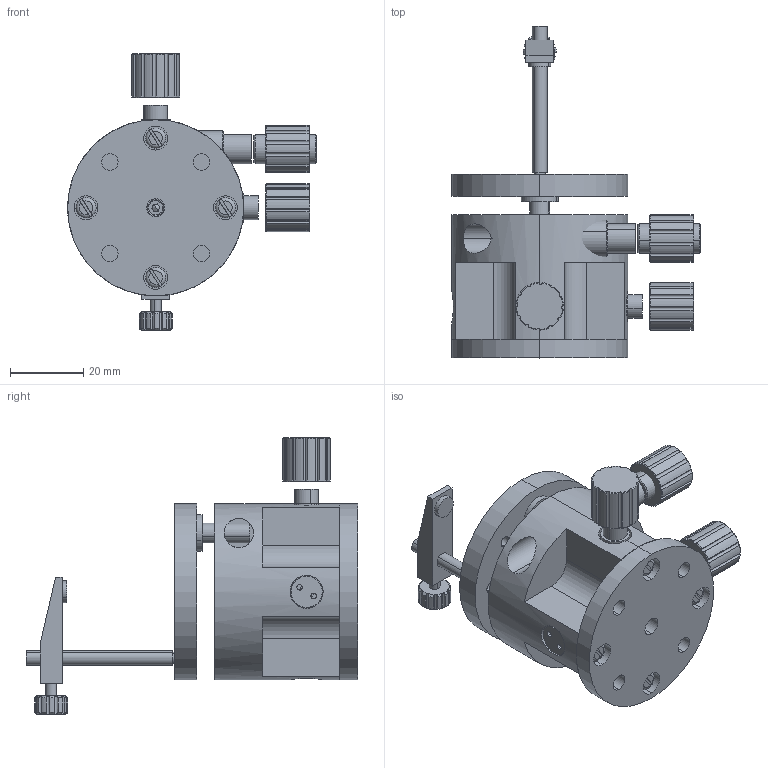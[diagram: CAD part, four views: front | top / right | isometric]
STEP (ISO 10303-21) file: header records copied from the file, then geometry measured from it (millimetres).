
FILE_DESCRIPTION (( 'STEP AP214' ), '1' );
FILE_NAME ('GCM-1121M-三维外形图-20161206.STEP', '2016-12-08T07:11:10', ( 'd' ), ( '' ), 'SwSTEP 2.0', 'SolidWorks 2012', '' );
FILE_SCHEMA (( 'AUTOMOTIVE_DESIGN' ));
Length unit declared in the file: millimetre
Products named in the file (1): GCM-1121M-三维外形图-20161206
Bounding box: 67.78 x 90.5 x 75.4 mm (x, y, z)
Surface area: 28744.3 mm2 (no closed solid volume)
Topology: 0 solids, 25 shells, 445 faces, 1263 edges, 836 vertices
Faces by surface type: cylinder 226, cone 123, plane 84, torus 12
Entity records: 21037 total; most frequent: CARTESIAN_POINT 4475, DIRECTION 2539, ORIENTED_EDGE 2334, EDGE_CURVE 1259, AXIS2_PLACEMENT_3D 1086, VERTEX_POINT 836, CIRCLE 640, EDGE_LOOP 523
